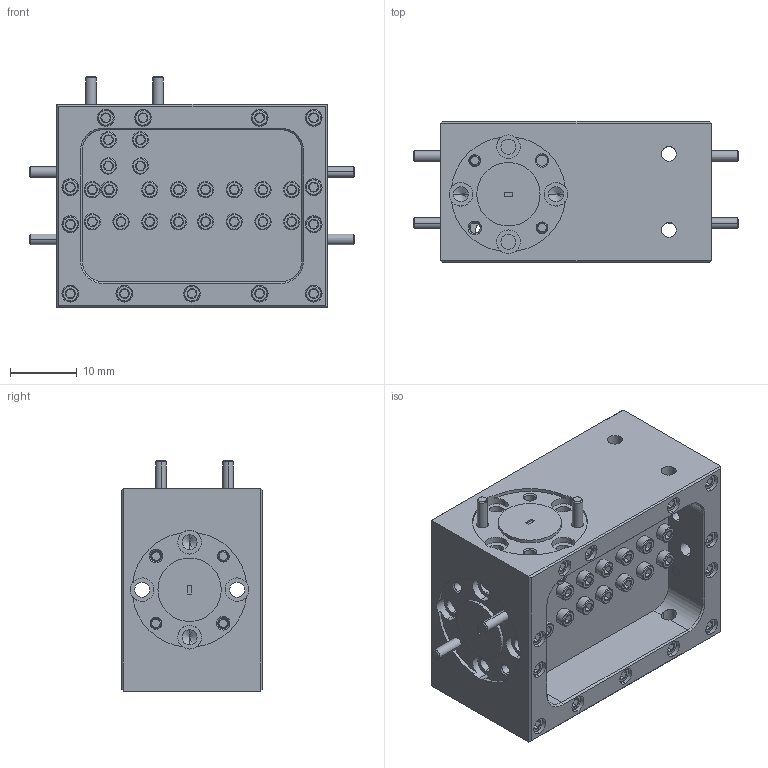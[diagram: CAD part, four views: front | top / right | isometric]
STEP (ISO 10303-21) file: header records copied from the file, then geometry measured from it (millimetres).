
FILE_DESCRIPTION (( 'STEP AP203' ), '1' );
FILE_NAME ('WD-SB-G-A-C-1.6.STEP', '2022-10-27T01:42:21', ( '' ), ( '' ), 'SwSTEP 2.0', 'SolidWorks 2021', '' );
FILE_SCHEMA (( 'CONFIG_CONTROL_DESIGN' ));
Length unit declared in the file: inch
Products named in the file (1): WD-SB-G-A-C-1.6
Bounding box: 48.9 x 21.16 x 34.61 mm (x, y, z)
Volume: 14834 mm3; surface area: 9039.7 mm2
Topology: 40 solids, 40 shells, 1232 faces, 2493 edges, 1452 vertices
Faces by surface type: plane 453, cone 433, cylinder 346
Entity records: 32772 total; most frequent: CARTESIAN_POINT 6679, DIRECTION 5825, ORIENTED_EDGE 4962, EDGE_CURVE 2481, AXIS2_PLACEMENT_3D 2364, VERTEX_POINT 1452, EDGE_LOOP 1403, ADVANCED_FACE 1232
